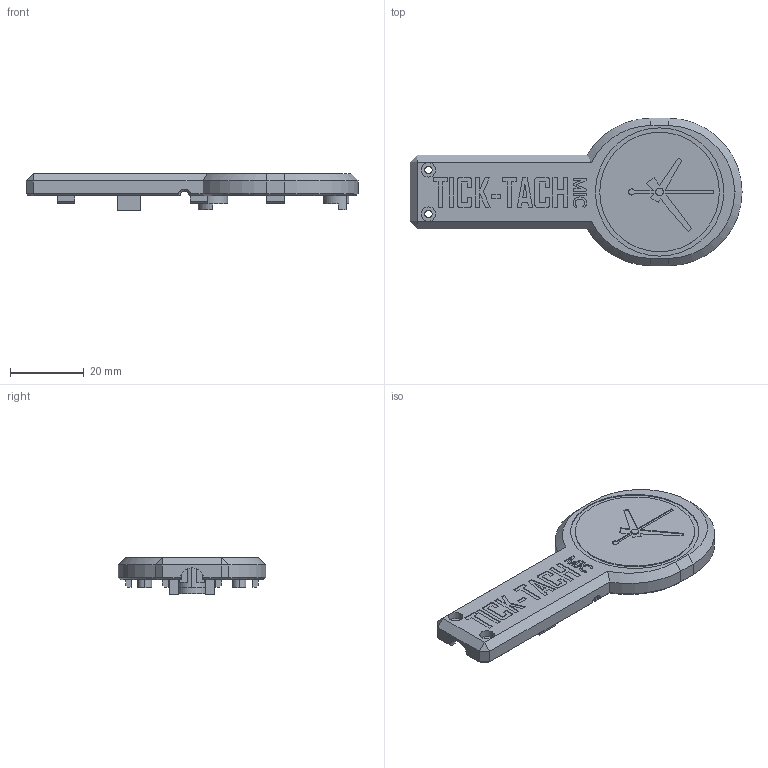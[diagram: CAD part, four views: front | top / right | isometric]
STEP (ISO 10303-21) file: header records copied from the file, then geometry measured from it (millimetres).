
FILE_DESCRIPTION (( 'STEP AP214' ), '1' );
FILE_NAME ('TML_TickTacho_Timergraph_Mic_BottomCover v2.STEP', '2025-08-17T13:02:14', ( 'koogar' ), ( '' ), 'SwSTEP 2.0', 'SolidWorks 2023', '' );
FILE_SCHEMA (( 'AUTOMOTIVE_DESIGN' ));
Length unit declared in the file: millimetre
Products named in the file (1): TML_TickTacho_Timergraph_Mic_BottomCover v2
Bounding box: 90 x 40 x 10 mm (x, y, z)
Volume: 7561.2 mm3; surface area: 8323.9 mm2
Topology: 1 solids, 1 shells, 424 faces, 1118 edges, 731 vertices
Faces by surface type: plane 287, bspline 66, cylinder 56, cone 15
Entity records: 14842 total; most frequent: CARTESIAN_POINT 4698, ORIENTED_EDGE 2236, DIRECTION 1817, EDGE_CURVE 1118, LINE 837, VECTOR 837, VERTEX_POINT 731, AXIS2_PLACEMENT_3D 490
